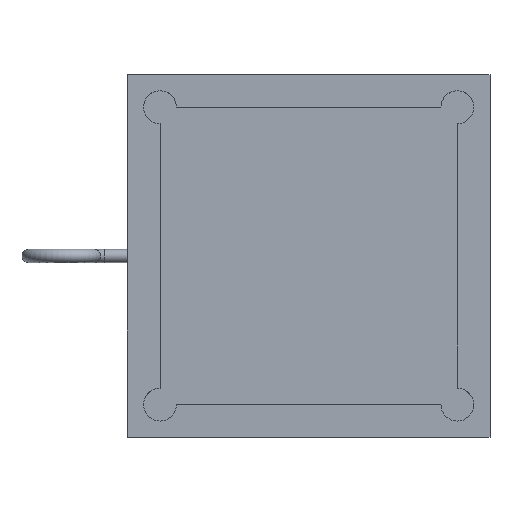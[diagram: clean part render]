
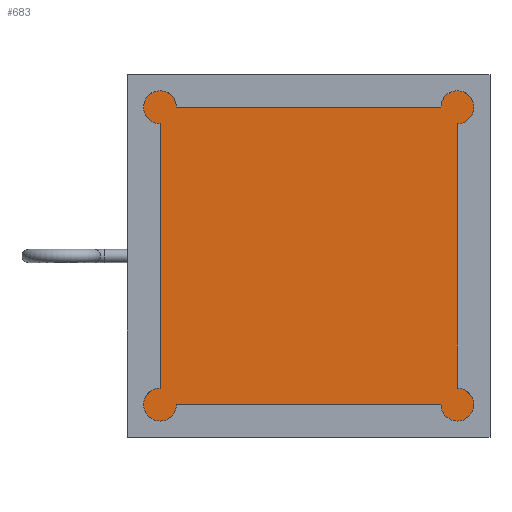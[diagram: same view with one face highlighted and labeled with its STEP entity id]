
A CAD part, top view. The second image highlights one B-rep face of the part: STEP entity #683.
In plain terms, the highlighted planar face has unit normal (0, 0, 1).
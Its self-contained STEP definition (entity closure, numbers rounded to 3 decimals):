
#8 = EDGE_CURVE ( 'NONE', #6180, #3494, #5220, .T. ) ;
#47 = CIRCLE ( 'NONE', #7014, 2.5 ) ;
#58 = CARTESIAN_POINT ( 'NONE',  ( -20.05, -22.55, 12. ) ) ;
#170 = VECTOR ( 'NONE', #5562, 1000. ) ;
#275 = CIRCLE ( 'NONE', #753, 2.5 ) ;
#498 = VERTEX_POINT ( 'NONE', #3622 ) ;
#510 = FACE_OUTER_BOUND ( 'NONE', #7257, .T. ) ;
#618 = LINE ( 'NONE', #6116, #170 ) ;
#683 = ADVANCED_FACE ( 'NONE', ( #510 ), #5453, .T. ) ;
#753 = AXIS2_PLACEMENT_3D ( 'NONE', #1499, #4818, #3126 ) ;
#765 = AXIS2_PLACEMENT_3D ( 'NONE', #1754, #2376, #6229 ) ;
#795 = VERTEX_POINT ( 'NONE', #58 ) ;
#893 = CARTESIAN_POINT ( 'NONE',  ( -22.55, 20.05, 12. ) ) ;
#1013 = CARTESIAN_POINT ( 'NONE',  ( -20.05, 22.55, 12. ) ) ;
#1161 = CARTESIAN_POINT ( 'NONE',  ( -22.55, 22.55, 12. ) ) ;
#1328 = DIRECTION ( 'NONE',  ( 0., 0., 1. ) ) ;
#1499 = CARTESIAN_POINT ( 'NONE',  ( -22.55, 22.55, 12. ) ) ;
#1754 = CARTESIAN_POINT ( 'NONE',  ( 22.55, 22.55, 12. ) ) ;
#1796 = VERTEX_POINT ( 'NONE', #2048 ) ;
#1811 = EDGE_CURVE ( 'NONE', #3494, #4043, #275, .T. ) ;
#1819 = ORIENTED_EDGE ( 'NONE', *, *, #8, .T. ) ;
#1827 = ORIENTED_EDGE ( 'NONE', *, *, #2345, .T. ) ;
#2047 = VECTOR ( 'NONE', #2312, 1000. ) ;
#2048 = CARTESIAN_POINT ( 'NONE',  ( 22.55, -20.05, 12. ) ) ;
#2126 = DIRECTION ( 'NONE',  ( 0., 0., 1. ) ) ;
#2211 = AXIS2_PLACEMENT_3D ( 'NONE', #3064, #2126, #2723 ) ;
#2312 = DIRECTION ( 'NONE',  ( 0., -1., 0. ) ) ;
#2345 = EDGE_CURVE ( 'NONE', #1796, #4840, #618, .T. ) ;
#2376 = DIRECTION ( 'NONE',  ( 0., 0., 1. ) ) ;
#2380 = LINE ( 'NONE', #6851, #2047 ) ;
#2503 = DIRECTION ( 'NONE',  ( 1., 0., 0. ) ) ;
#2530 = EDGE_CURVE ( 'NONE', #4043, #498, #2380, .T. ) ;
#2564 = ORIENTED_EDGE ( 'NONE', *, *, #1811, .T. ) ;
#2723 = DIRECTION ( 'NONE',  ( 1., 0., 0. ) ) ;
#2737 = LINE ( 'NONE', #4436, #4763 ) ;
#2771 = CIRCLE ( 'NONE', #765, 2.5 ) ;
#3064 = CARTESIAN_POINT ( 'NONE',  ( -22.55, -22.55, 12. ) ) ;
#3126 = DIRECTION ( 'NONE',  ( 1., 0., 0. ) ) ;
#3157 = ORIENTED_EDGE ( 'NONE', *, *, #3651, .T. ) ;
#3445 = CARTESIAN_POINT ( 'NONE',  ( 22.55, 20.05, 12. ) ) ;
#3494 = VERTEX_POINT ( 'NONE', #1013 ) ;
#3622 = CARTESIAN_POINT ( 'NONE',  ( -22.55, -20.05, 12. ) ) ;
#3651 = EDGE_CURVE ( 'NONE', #4840, #6180, #2771, .T. ) ;
#3741 = VECTOR ( 'NONE', #5776, 1000. ) ;
#3937 = AXIS2_PLACEMENT_3D ( 'NONE', #6082, #7188, #6592 ) ;
#4043 = VERTEX_POINT ( 'NONE', #893 ) ;
#4070 = CARTESIAN_POINT ( 'NONE',  ( 22.55, -22.55, 12. ) ) ;
#4200 = EDGE_CURVE ( 'NONE', #795, #6877, #2737, .T. ) ;
#4313 = ORIENTED_EDGE ( 'NONE', *, *, #2530, .T. ) ;
#4436 = CARTESIAN_POINT ( 'NONE',  ( 22.55, -22.55, 12. ) ) ;
#4634 = CARTESIAN_POINT ( 'NONE',  ( 20.05, 22.55, 12. ) ) ;
#4763 = VECTOR ( 'NONE', #5472, 1000. ) ;
#4818 = DIRECTION ( 'NONE',  ( 0., 0., 1. ) ) ;
#4840 = VERTEX_POINT ( 'NONE', #3445 ) ;
#4870 = EDGE_CURVE ( 'NONE', #6877, #1796, #47, .T. ) ;
#5220 = LINE ( 'NONE', #1161, #3741 ) ;
#5453 = PLANE ( 'NONE',  #2211 ) ;
#5472 = DIRECTION ( 'NONE',  ( 1., 0., 0. ) ) ;
#5474 = ORIENTED_EDGE ( 'NONE', *, *, #5913, .T. ) ;
#5518 = ORIENTED_EDGE ( 'NONE', *, *, #4200, .T. ) ;
#5562 = DIRECTION ( 'NONE',  ( 0., 1., 0. ) ) ;
#5742 = CARTESIAN_POINT ( 'NONE',  ( 20.05, -22.55, 12. ) ) ;
#5776 = DIRECTION ( 'NONE',  ( -1., 0., 0. ) ) ;
#5779 = ORIENTED_EDGE ( 'NONE', *, *, #4870, .T. ) ;
#5913 = EDGE_CURVE ( 'NONE', #498, #795, #6304, .T. ) ;
#6082 = CARTESIAN_POINT ( 'NONE',  ( -22.55, -22.55, 12. ) ) ;
#6116 = CARTESIAN_POINT ( 'NONE',  ( 22.55, 22.55, 12. ) ) ;
#6180 = VERTEX_POINT ( 'NONE', #4634 ) ;
#6229 = DIRECTION ( 'NONE',  ( 1., 0., 0. ) ) ;
#6304 = CIRCLE ( 'NONE', #3937, 2.5 ) ;
#6592 = DIRECTION ( 'NONE',  ( 1., 0., 0. ) ) ;
#6851 = CARTESIAN_POINT ( 'NONE',  ( -22.55, -22.55, 12. ) ) ;
#6877 = VERTEX_POINT ( 'NONE', #5742 ) ;
#7014 = AXIS2_PLACEMENT_3D ( 'NONE', #4070, #1328, #2503 ) ;
#7188 = DIRECTION ( 'NONE',  ( 0., 0., 1. ) ) ;
#7257 = EDGE_LOOP ( 'NONE', ( #5474, #5518, #5779, #1827, #3157, #1819, #2564, #4313 ) ) ;
